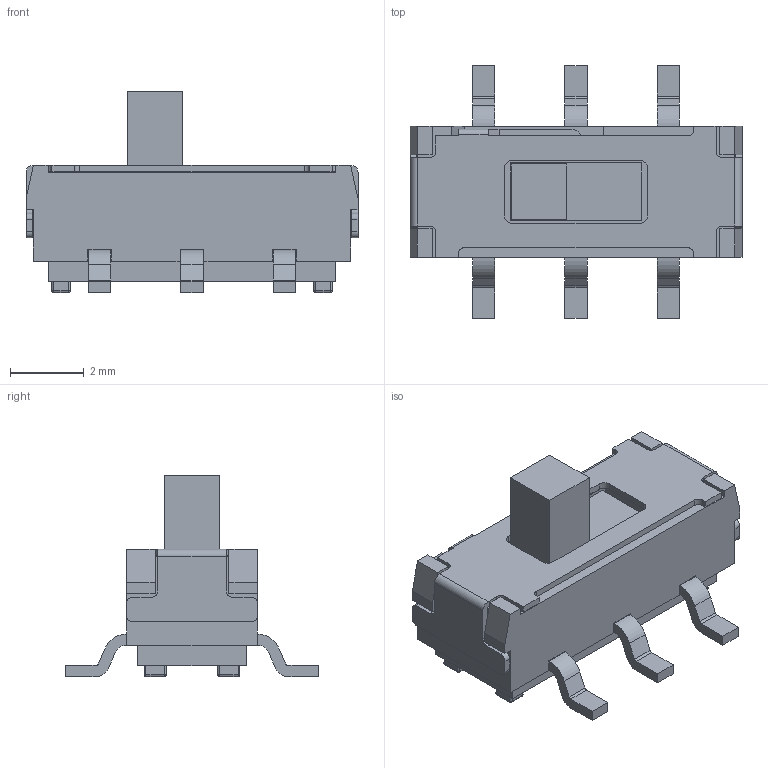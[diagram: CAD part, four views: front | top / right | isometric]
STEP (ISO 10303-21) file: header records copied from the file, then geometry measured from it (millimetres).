
FILE_DESCRIPTION(/* description */ (''),/* implementation_level */ '2;1');
FILE_NAME(/* name */ 'MST22D18G2_125.step',/* time_stamp */ '2024-10-23T10:54:44+05:30',/* author */ (''),/* organization */ (''),/* preprocessor_version */ 'ST-DEVELOPER v20',/* originating_system */ 'Autodesk Translation Framework v13.20.0.188',/* authorisation */ '');
FILE_SCHEMA (('AUTOMOTIVE_DESIGN { 1 0 10303 214 3 1 1 }'));
Length unit declared in the file: millimetre
Products named in the file (3): phss-SW1; SW-SMD_MST22D18G2; SOLID
Assembly tree (2 placements, depth 3):
  phss-SW1
    SW-SMD_MST22D18G2
      SOLID
Bounding box: 9 x 6.85 x 5.45 mm (x, y, z)
Volume: 95.8 mm3; surface area: 270.5 mm2
Topology: 1 solids, 1 shells, 441 faces, 1180 edges, 770 vertices
Faces by surface type: plane 341, cylinder 84, sphere 16
Entity records: 14101 total; most frequent: CARTESIAN_POINT 2396, ORIENTED_EDGE 2360, DIRECTION 2240, EDGE_CURVE 1180, LINE 1012, VECTOR 1012, VERTEX_POINT 770, AXIS2_PLACEMENT_3D 614
